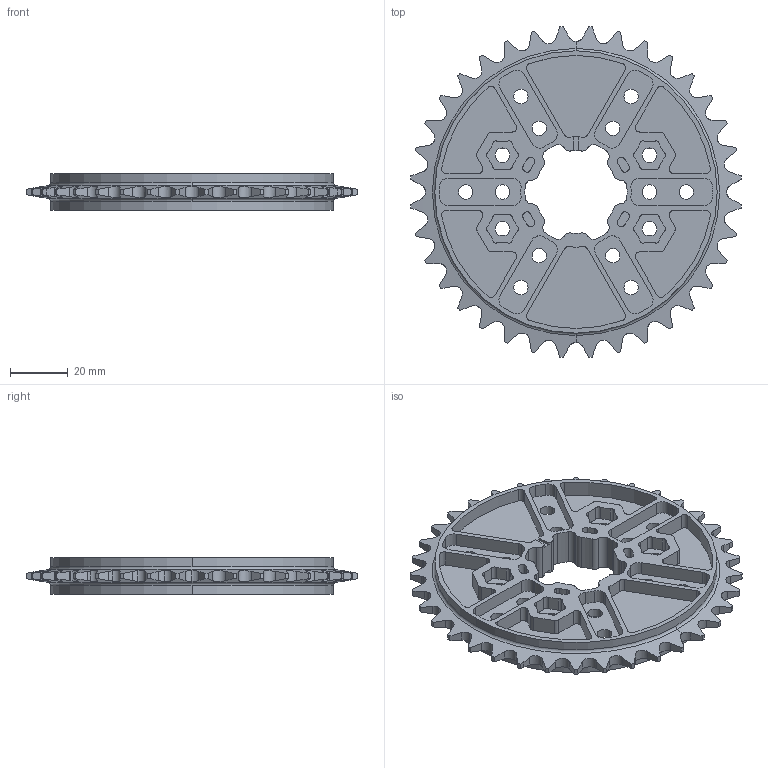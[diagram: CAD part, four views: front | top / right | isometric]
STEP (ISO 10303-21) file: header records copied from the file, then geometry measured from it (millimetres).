
FILE_DESCRIPTION (( 'STEP AP203' ), '1' );
FILE_NAME ('REV-21-3720.STEP', '2024-09-09T16:02:42', ( '' ), ( '' ), 'SwSTEP 2.0', 'SolidWorks 2022', '' );
FILE_SCHEMA (( 'CONFIG_CONTROL_DESIGN' ));
Length unit declared in the file: millimetre
Products named in the file (1): REV-21-3720
Bounding box: 114.37 x 114.37 x 12.7 mm (x, y, z)
Volume: 42959.6 mm3; surface area: 34266.4 mm2
Topology: 1 solids, 1 shells, 711 faces, 2009 edges, 1338 vertices
Faces by surface type: cylinder 527, plane 176, torus 4, cone 4
Entity records: 25263 total; most frequent: CARTESIAN_POINT 6308, DIRECTION 4031, ORIENTED_EDGE 4018, EDGE_CURVE 2009, AXIS2_PLACEMENT_3D 1550, VERTEX_POINT 1338, VECTOR 931, LINE 931
